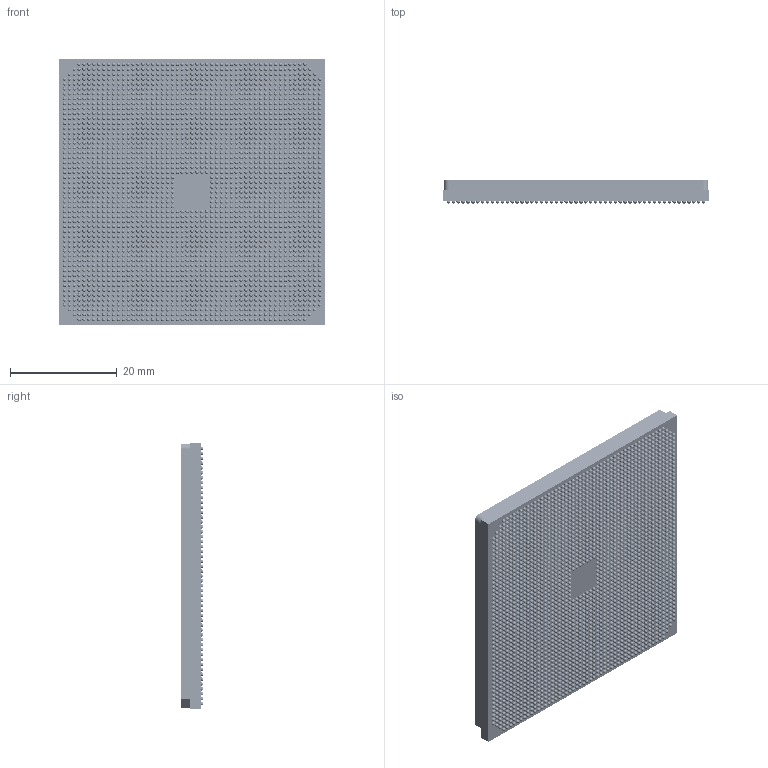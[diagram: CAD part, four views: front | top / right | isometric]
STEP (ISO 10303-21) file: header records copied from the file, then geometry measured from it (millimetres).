
FILE_DESCRIPTION((''),'2;1');
FILE_NAME('00_OBG0304_H20-A2785_ASSY_ASM','2021-03-16T',('cycke'),(''),'PRO/ENGINEER BY PARAMETRIC TECHNOLOGY CORPORATION, 2013230','PRO/ENGINEER BY PARAMETRIC TECHNOLOGY CORPORATION, 2013230','');
FILE_SCHEMA(('CONFIG_CONTROL_DESIGN'));
Length unit declared in the file: millimetre
Products named in the file (7): SUBSTRATE; STIFFENER; DIE; BGA; BGA_ASSY_ASM; ADHESIVE; 00_OBG0304_H20-A2785_ASSY_ASM
Assembly tree (2741 placements, depth 3):
  00_OBG0304_H20-A2785_ASSY_ASM
    SUBSTRATE
    STIFFENER
    DIE
    BGA_ASSY_ASM
      BGA  x2736
    ADHESIVE
Bounding box: 50 x 4.28 x 50 mm (x, y, z)
Volume: 7456.4 mm3; surface area: 14869.5 mm2
Topology: 2741 solids, 2742 shells, 5539 faces, 16582 edges, 5577 vertices
Faces by surface type: sphere 5474, plane 38, cylinder 22, cone 5
Entity records: 35450 total; most frequent: DIRECTION 11322, CARTESIAN_POINT 5821, AXIS2_PLACEMENT_3D 5608, PRODUCT_DEFINITION_SHAPE 2748, ITEM_DEFINED_TRANSFORMATION 2741, CONTEXT_DEPENDENT_SHAPE_REPRESENTATION 2741, NEXT_ASSEMBLY_USAGE_OCCURRENCE 2741, ORIENTED_EDGE 315
